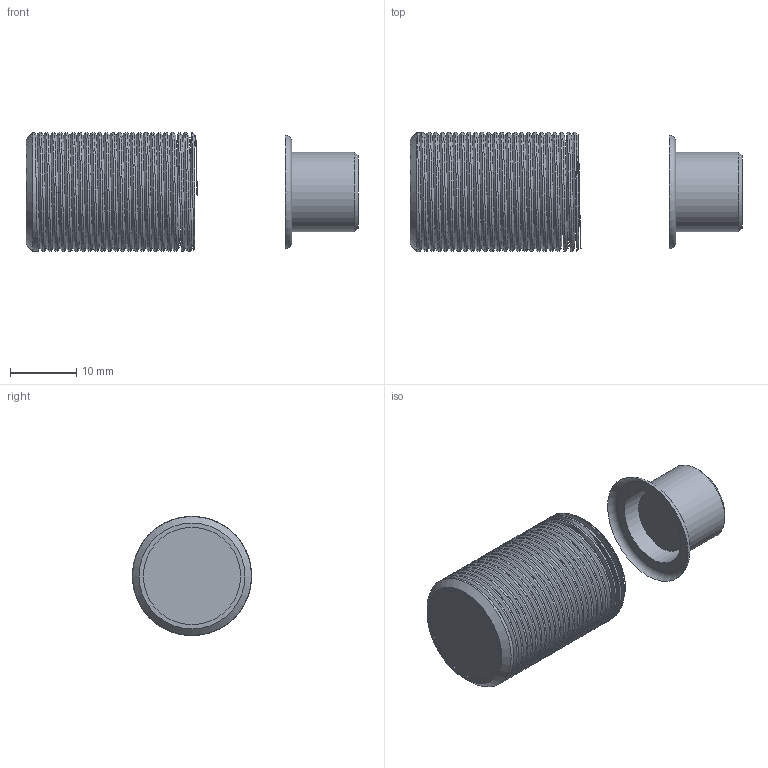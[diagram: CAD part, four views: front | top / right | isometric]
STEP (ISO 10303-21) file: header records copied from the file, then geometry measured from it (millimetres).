
FILE_DESCRIPTION(/* description */ (''),/* implementation_level */ '2;1');
FILE_NAME(/* name */ '873M-D18AV300-D4.stp',/* time_stamp */ '2019-12-04T09:35:23-08:00',/* author */ ('Phillips Lenovo'),/* organization */ ('Autodesk Inc.'),/* preprocessor_version */ 'ST-DEVELOPER v18',/* originating_system */ 'Autodesk Inventor 2020',/* authorisation */ '');
FILE_SCHEMA (('AUTOMOTIVE_DESIGN { 1 0 10303 214 3 1 1 }'));
Length unit declared in the file: millimetre
Products named in the file (1): 873M-D18AV300-D4
Bounding box: 50.2 x 18 x 18 mm (x, y, z)
Volume: 5936.8 mm3; surface area: 2320.2 mm2
Topology: 1 solids, 1 shells, 55 faces, 155 edges, 104 vertices
Faces by surface type: cylinder 29, bspline 14, plane 8, cone 3, torus 1
Full cylindrical faces by diameter (mm): 9.87 x1, 12 x1, 14.71 x1, 17.2 x1, 18 x24
Entity records: 10336 total; most frequent: CARTESIAN_POINT 9044, ORIENTED_EDGE 310, DIRECTION 183, EDGE_CURVE 155, VERTEX_POINT 104, B_SPLINE_CURVE_WITH_KNOTS 83, AXIS2_PLACEMENT_3D 69, EDGE_LOOP 58
